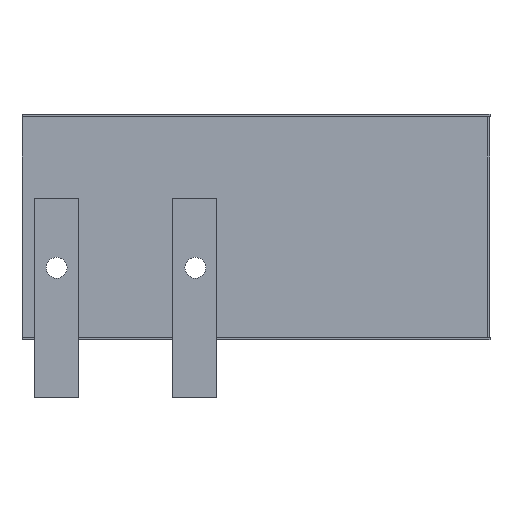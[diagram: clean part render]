
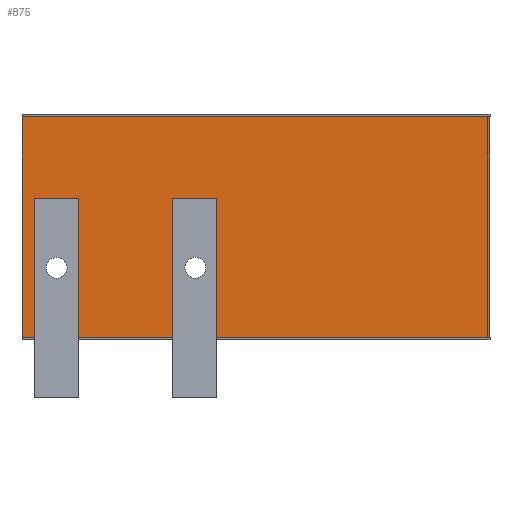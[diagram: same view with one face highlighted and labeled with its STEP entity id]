
A CAD part, front view. The second image highlights one B-rep face of the part: STEP entity #875.
In plain terms, the highlighted planar face has unit normal (0, -1, 0).
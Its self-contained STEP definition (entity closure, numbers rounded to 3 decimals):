
#43 = VERTEX_POINT ( 'NONE', #178 ) ;
#51 = VERTEX_POINT ( 'NONE', #175 ) ;
#145 = CARTESIAN_POINT ( 'NONE',  ( 0., -398.413, -270. ) ) ;
#147 = CARTESIAN_POINT ( 'NONE',  ( 127., -398.413, -270. ) ) ;
#148 = CARTESIAN_POINT ( 'NONE',  ( 40., -398.412, -14. ) ) ;
#152 = CARTESIAN_POINT ( 'NONE',  ( 40., -398.412, -26. ) ) ;
#156 = CARTESIAN_POINT ( 'NONE',  ( 0., -398.413, 0. ) ) ;
#157 = CARTESIAN_POINT ( 'NONE',  ( 127., -398.413, 0. ) ) ;
#175 = CARTESIAN_POINT ( 'NONE',  ( 40., -398.412, -94. ) ) ;
#178 = CARTESIAN_POINT ( 'NONE',  ( 40., -398.412, -106. ) ) ;
#190 = VERTEX_POINT ( 'NONE', #157 ) ;
#191 = VERTEX_POINT ( 'NONE', #156 ) ;
#195 = VERTEX_POINT ( 'NONE', #152 ) ;
#199 = VERTEX_POINT ( 'NONE', #148 ) ;
#200 = VERTEX_POINT ( 'NONE', #147 ) ;
#202 = VERTEX_POINT ( 'NONE', #145 ) ;
#285 = EDGE_LOOP ( 'NONE', ( #1323, #1333 ) ) ;
#288 = EDGE_LOOP ( 'NONE', ( #1335, #1338, #1292, #1296 ) ) ;
#373 = DIRECTION ( 'NONE',  ( 0., 0., 1. ) ) ;
#374 = DIRECTION ( 'NONE',  ( 0., 1., 0. ) ) ;
#375 = PLANE ( 'NONE',  #971 ) ;
#376 = CARTESIAN_POINT ( 'NONE',  ( 127., -398.413, -270. ) ) ;
#405 = EDGE_CURVE ( 'NONE', #190, #200, #1559, .T. ) ;
#414 = EDGE_CURVE ( 'NONE', #190, #191, #1445, .T. ) ;
#416 = EDGE_CURVE ( 'NONE', #200, #202, #1672, .T. ) ;
#417 = EDGE_CURVE ( 'NONE', #191, #202, #1720, .T. ) ;
#418 = EDGE_CURVE ( 'NONE', #51, #43, #1539, .T. ) ;
#419 = EDGE_CURVE ( 'NONE', #199, #195, #1401, .T. ) ;
#700 = CARTESIAN_POINT ( 'NONE',  ( 127., -398.413, 0. ) ) ;
#714 = DIRECTION ( 'NONE',  ( 0., 1., 0. ) ) ;
#716 = CARTESIAN_POINT ( 'NONE',  ( 40., -398.412, -20. ) ) ;
#734 = DIRECTION ( 'NONE',  ( 0., 0., 1. ) ) ;
#743 = DIRECTION ( 'NONE',  ( 0., 1., 0. ) ) ;
#744 = DIRECTION ( 'NONE',  ( -1., 0., 0. ) ) ;
#753 = CARTESIAN_POINT ( 'NONE',  ( 40., -398.412, -100. ) ) ;
#768 = CARTESIAN_POINT ( 'NONE',  ( 127., -398.413, -270. ) ) ;
#778 = DIRECTION ( 'NONE',  ( 0., 0., 1. ) ) ;
#779 = DIRECTION ( 'NONE',  ( 0., 1., 0. ) ) ;
#781 = CARTESIAN_POINT ( 'NONE',  ( 40., -398.412, -20. ) ) ;
#783 = DIRECTION ( 'NONE',  ( 0., 0., 1. ) ) ;
#784 = DIRECTION ( 'NONE',  ( 0., 1., 0. ) ) ;
#785 = DIRECTION ( 'NONE',  ( 0., 0., -1. ) ) ;
#786 = CARTESIAN_POINT ( 'NONE',  ( 40., -398.412, -100. ) ) ;
#787 = CARTESIAN_POINT ( 'NONE',  ( 127., -398.413, -270. ) ) ;
#790 = CARTESIAN_POINT ( 'NONE',  ( 0., -398.413, -270. ) ) ;
#791 = DIRECTION ( 'NONE',  ( -1., 0., 0. ) ) ;
#815 = DIRECTION ( 'NONE',  ( 0., 0., -1. ) ) ;
#825 = DIRECTION ( 'NONE',  ( 0., 0., 1. ) ) ;
#844 = EDGE_CURVE ( 'NONE', #43, #51, #1705, .T. ) ;
#856 = EDGE_CURVE ( 'NONE', #195, #199, #1276, .T. ) ;
#875 = ADVANCED_FACE ( 'NONE', ( #1498, #1246, #1252 ), #375, .F. ) ;
#911 = AXIS2_PLACEMENT_3D ( 'NONE', #716, #714, #825 ) ;
#914 = AXIS2_PLACEMENT_3D ( 'NONE', #753, #743, #734 ) ;
#918 = AXIS2_PLACEMENT_3D ( 'NONE', #781, #779, #778 ) ;
#922 = AXIS2_PLACEMENT_3D ( 'NONE', #786, #784, #783 ) ;
#971 = AXIS2_PLACEMENT_3D ( 'NONE', #376, #374, #373 ) ;
#1246 = FACE_BOUND ( 'NONE', #285, .T. ) ;
#1252 = FACE_OUTER_BOUND ( 'NONE', #288, .T. ) ;
#1276 = CIRCLE ( 'NONE', #911, 6. ) ;
#1292 = ORIENTED_EDGE ( 'NONE', *, *, #405, .F. ) ;
#1296 = ORIENTED_EDGE ( 'NONE', *, *, #414, .T. ) ;
#1319 = ORIENTED_EDGE ( 'NONE', *, *, #418, .T. ) ;
#1320 = ORIENTED_EDGE ( 'NONE', *, *, #844, .T. ) ;
#1323 = ORIENTED_EDGE ( 'NONE', *, *, #419, .T. ) ;
#1328 = VECTOR ( 'NONE', #791, 1000. ) ;
#1329 = VECTOR ( 'NONE', #744, 1000. ) ;
#1333 = ORIENTED_EDGE ( 'NONE', *, *, #856, .T. ) ;
#1335 = ORIENTED_EDGE ( 'NONE', *, *, #417, .T. ) ;
#1338 = ORIENTED_EDGE ( 'NONE', *, *, #416, .F. ) ;
#1363 = VECTOR ( 'NONE', #785, 1000. ) ;
#1401 = CIRCLE ( 'NONE', #918, 6. ) ;
#1445 = LINE ( 'NONE', #700, #1328 ) ;
#1498 = FACE_BOUND ( 'NONE', #1718, .T. ) ;
#1539 = CIRCLE ( 'NONE', #922, 6. ) ;
#1559 = LINE ( 'NONE', #768, #1669 ) ;
#1669 = VECTOR ( 'NONE', #815, 1000. ) ;
#1672 = LINE ( 'NONE', #787, #1329 ) ;
#1705 = CIRCLE ( 'NONE', #914, 6. ) ;
#1718 = EDGE_LOOP ( 'NONE', ( #1319, #1320 ) ) ;
#1720 = LINE ( 'NONE', #790, #1363 ) ;
